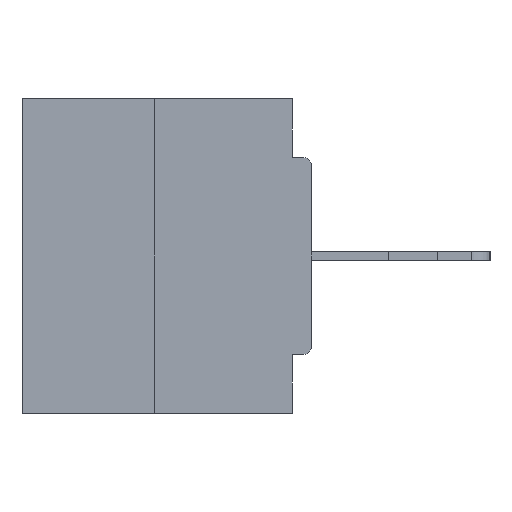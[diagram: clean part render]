
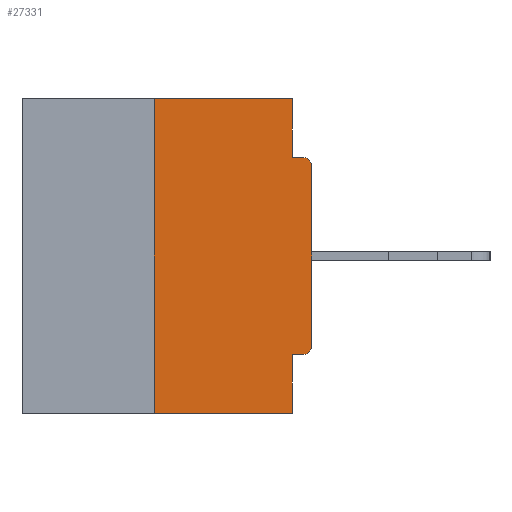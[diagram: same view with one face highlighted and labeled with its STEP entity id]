
A CAD part, left-side view. The second image highlights one B-rep face of the part: STEP entity #27331.
In plain terms, the highlighted planar face has unit normal (-1, 0, 0).
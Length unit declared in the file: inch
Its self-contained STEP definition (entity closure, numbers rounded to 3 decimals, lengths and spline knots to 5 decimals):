
#790 = CARTESIAN_POINT ( 'NONE',  ( 0., 0.25, 0. ) ) ;
#1069 = VECTOR ( 'NONE', #28835, 39.37008 ) ;
#1101 = EDGE_CURVE ( 'NONE', #15206, #21540, #31621, .T. ) ;
#1771 = DIRECTION ( 'NONE',  ( 0., 1., 0. ) ) ;
#2034 = VERTEX_POINT ( 'NONE', #21204 ) ;
#3144 = CARTESIAN_POINT ( 'NONE',  ( 0., 0., -0.1085 ) ) ;
#3997 = VERTEX_POINT ( 'NONE', #8302 ) ;
#4140 = LINE ( 'NONE', #21151, #24793 ) ;
#4353 = VERTEX_POINT ( 'NONE', #30820 ) ;
#5067 = CARTESIAN_POINT ( 'NONE',  ( 0., 0.015, -0.0935 ) ) ;
#5644 = AXIS2_PLACEMENT_3D ( 'NONE', #26213, #23905, #6264 ) ;
#5690 = EDGE_CURVE ( 'NONE', #4353, #19898, #4140, .T. ) ;
#6246 = DIRECTION ( 'NONE',  ( 1., 0., 0. ) ) ;
#6264 = DIRECTION ( 'NONE',  ( 0., 0., -1. ) ) ;
#6865 = ORIENTED_EDGE ( 'NONE', *, *, #21727, .T. ) ;
#7055 = ORIENTED_EDGE ( 'NONE', *, *, #20485, .T. ) ;
#7237 = VECTOR ( 'NONE', #9302, 39.37008 ) ;
#7736 = DIRECTION ( 'NONE',  ( 0., 0., -1. ) ) ;
#8302 = CARTESIAN_POINT ( 'NONE',  ( 0., 0.015, -0.4065 ) ) ;
#8330 = CARTESIAN_POINT ( 'NONE',  ( 0., 0.031, 0. ) ) ;
#8394 = CARTESIAN_POINT ( 'NONE',  ( 0., 0.46, 0. ) ) ;
#8556 = FACE_OUTER_BOUND ( 'NONE', #20849, .T. ) ;
#8822 = EDGE_CURVE ( 'NONE', #22237, #15206, #11323, .T. ) ;
#9265 = DIRECTION ( 'NONE',  ( 0., -1., 0. ) ) ;
#9302 = DIRECTION ( 'NONE',  ( 0., 0., 1. ) ) ;
#9750 = LINE ( 'NONE', #31974, #30661 ) ;
#10379 = DIRECTION ( 'NONE',  ( -1., 0., 0. ) ) ;
#10876 = ORIENTED_EDGE ( 'NONE', *, *, #21308, .F. ) ;
#11171 = DIRECTION ( 'NONE',  ( 0., 0., 1. ) ) ;
#11210 = DIRECTION ( 'NONE',  ( 0., 0., -1. ) ) ;
#11323 = LINE ( 'NONE', #790, #27788 ) ;
#11526 = PLANE ( 'NONE',  #25346 ) ;
#12229 = VERTEX_POINT ( 'NONE', #3144 ) ;
#14023 = EDGE_CURVE ( 'NONE', #12229, #19898, #16724, .T. ) ;
#14181 = ORIENTED_EDGE ( 'NONE', *, *, #15732, .F. ) ;
#14210 = DIRECTION ( 'NONE',  ( 0., -1., 0. ) ) ;
#14433 = LINE ( 'NONE', #24466, #7237 ) ;
#14471 = CARTESIAN_POINT ( 'NONE',  ( 0., 0., -0.4065 ) ) ;
#14518 = CARTESIAN_POINT ( 'NONE',  ( 0., 0.46, 0. ) ) ;
#15206 = VERTEX_POINT ( 'NONE', #18814 ) ;
#15213 = EDGE_CURVE ( 'NONE', #3997, #31236, #16179, .T. ) ;
#15732 = EDGE_CURVE ( 'NONE', #2034, #26873, #17126, .T. ) ;
#16179 = CIRCLE ( 'NONE', #5644, 0.015 ) ;
#16724 = CIRCLE ( 'NONE', #30353, 0.015 ) ;
#17126 = LINE ( 'NONE', #20243, #24082 ) ;
#18289 = VECTOR ( 'NONE', #1771, 39.37008 ) ;
#18814 = CARTESIAN_POINT ( 'NONE',  ( 0., 0.25, 0. ) ) ;
#18852 = LINE ( 'NONE', #31657, #25581 ) ;
#19898 = VERTEX_POINT ( 'NONE', #5067 ) ;
#20153 = ORIENTED_EDGE ( 'NONE', *, *, #15213, .T. ) ;
#20243 = CARTESIAN_POINT ( 'NONE',  ( 0., 0.031, -0.5 ) ) ;
#20485 = EDGE_CURVE ( 'NONE', #22237, #26873, #18852, .T. ) ;
#20849 = EDGE_LOOP ( 'NONE', ( #22042, #32384, #7055, #14181, #10876, #20153, #6865, #29290, #26269, #30094 ) ) ;
#21151 = CARTESIAN_POINT ( 'NONE',  ( 0., 0., -0.0935 ) ) ;
#21204 = CARTESIAN_POINT ( 'NONE',  ( 0., 0.031, -0.4065 ) ) ;
#21308 = EDGE_CURVE ( 'NONE', #3997, #2034, #24349, .T. ) ;
#21540 = VERTEX_POINT ( 'NONE', #8330 ) ;
#21727 = EDGE_CURVE ( 'NONE', #31236, #12229, #14433, .T. ) ;
#22042 = ORIENTED_EDGE ( 'NONE', *, *, #1101, .F. ) ;
#22228 = DIRECTION ( 'NONE',  ( 0., 0., -1. ) ) ;
#22237 = VERTEX_POINT ( 'NONE', #26015 ) ;
#23905 = DIRECTION ( 'NONE',  ( -1., 0., 0. ) ) ;
#24082 = VECTOR ( 'NONE', #22228, 39.37008 ) ;
#24349 = LINE ( 'NONE', #14471, #18289 ) ;
#24466 = CARTESIAN_POINT ( 'NONE',  ( 0., 0., 0. ) ) ;
#24793 = VECTOR ( 'NONE', #14210, 39.37008 ) ;
#25346 = AXIS2_PLACEMENT_3D ( 'NONE', #8394, #6246, #11210 ) ;
#25581 = VECTOR ( 'NONE', #9265, 39.37008 ) ;
#26015 = CARTESIAN_POINT ( 'NONE',  ( 0., 0.25, -0.5 ) ) ;
#26213 = CARTESIAN_POINT ( 'NONE',  ( 0., 0.015, -0.3915 ) ) ;
#26269 = ORIENTED_EDGE ( 'NONE', *, *, #5690, .F. ) ;
#26873 = VERTEX_POINT ( 'NONE', #31222 ) ;
#27331 = ADVANCED_FACE ( 'NONE', ( #8556 ), #11526, .F. ) ;
#27788 = VECTOR ( 'NONE', #11171, 39.37008 ) ;
#28835 = DIRECTION ( 'NONE',  ( 0., -1., 0. ) ) ;
#29290 = ORIENTED_EDGE ( 'NONE', *, *, #14023, .T. ) ;
#29663 = DIRECTION ( 'NONE',  ( 0., 0., -1. ) ) ;
#30094 = ORIENTED_EDGE ( 'NONE', *, *, #32391, .F. ) ;
#30283 = CARTESIAN_POINT ( 'NONE',  ( 0., 0.015, -0.1085 ) ) ;
#30353 = AXIS2_PLACEMENT_3D ( 'NONE', #30283, #10379, #7736 ) ;
#30469 = CARTESIAN_POINT ( 'NONE',  ( 0., 0., -0.3915 ) ) ;
#30661 = VECTOR ( 'NONE', #29663, 39.37008 ) ;
#30820 = CARTESIAN_POINT ( 'NONE',  ( 0., 0.031, -0.0935 ) ) ;
#31222 = CARTESIAN_POINT ( 'NONE',  ( 0., 0.031, -0.5 ) ) ;
#31236 = VERTEX_POINT ( 'NONE', #30469 ) ;
#31621 = LINE ( 'NONE', #14518, #1069 ) ;
#31657 = CARTESIAN_POINT ( 'NONE',  ( 0., 0.46, -0.5 ) ) ;
#31974 = CARTESIAN_POINT ( 'NONE',  ( 0., 0.031, 0. ) ) ;
#32384 = ORIENTED_EDGE ( 'NONE', *, *, #8822, .F. ) ;
#32391 = EDGE_CURVE ( 'NONE', #21540, #4353, #9750, .T. ) ;
